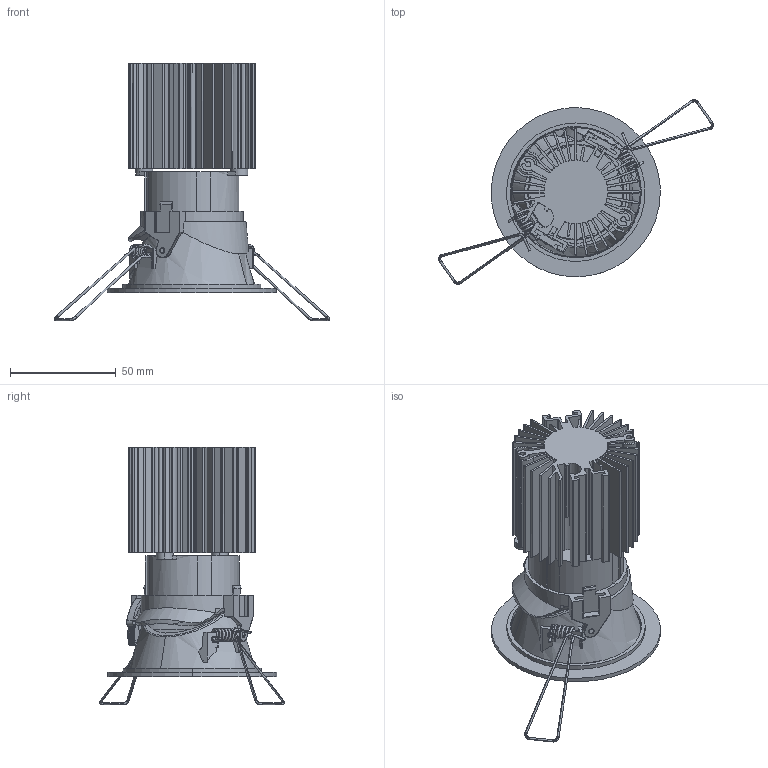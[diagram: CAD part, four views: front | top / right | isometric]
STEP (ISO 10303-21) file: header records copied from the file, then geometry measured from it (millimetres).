
FILE_DESCRIPTION(/* description */ (''),/* implementation_level */ '2;1');
FILE_NAME(/* name */ 'M2510X5_EVERYTHING 80 ROUND ADJ',/* time_stamp */ '2018-03-06T10:40:03+01:00',/* author */ (''),/* organization */ (''),/* preprocessor_version */ 'ST-DEVELOPER v15',/* originating_system */ '',/* authorisation */ '');
FILE_SCHEMA (('CONFIG_CONTROL_DESIGN'));
Length unit declared in the file: metre
Products named in the file (1): Document
Bounding box: 130.11 x 87.44 x 121.99 mm (x, y, z)
Volume: 31531.9 mm3; surface area: 94261.1 mm2
Topology: 11 solids, 13 shells, 806 faces, 2263 edges, 1483 vertices
Faces by surface type: bspline 458, plane 348
Entity records: 34686 total; most frequent: CARTESIAN_POINT 21498, ORIENTED_EDGE 4501, EDGE_CURVE 2265, VERTEX_POINT 1483, B_SPLINE_CURVE_WITH_KNOTS 1307, EDGE_LOOP 828, ADVANCED_FACE 805, FACE_OUTER_BOUND 805
